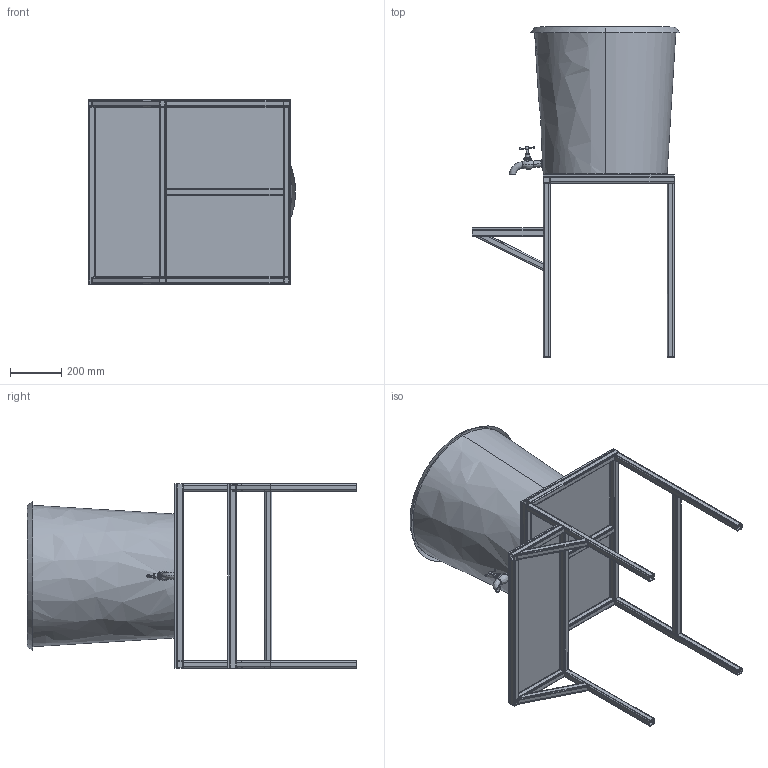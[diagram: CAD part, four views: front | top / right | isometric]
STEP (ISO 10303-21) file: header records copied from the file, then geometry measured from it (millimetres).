
FILE_DESCRIPTION(('FreeCAD Model'),'2;1');
FILE_NAME('Open CASCADE Shape Model','2025-04-25T11:50:25',('FreeCAD'),( 'FreeCAD'),'Open CASCADE STEP processor 7.6','FreeCAD','Unknown');
FILE_SCHEMA(('AUTOMOTIVE_DESIGN { 1 0 10303 214 1 1 1 1 }'));
Length unit declared in the file: millimetre
Products named in the file (1): Open CASCADE STEP translator 7.6 1
Bounding box: 810.06 x 1290.19 x 719.8 mm (x, y, z)
Volume: 6202759.7 mm3; surface area: 4222389.4 mm2
Topology: 20 solids, 22 shells, 432 faces, 1135 edges, 747 vertices
Faces by surface type: bspline 432
Entity records: 15599 total; most frequent: CARTESIAN_POINT 9120, ORIENTED_EDGE 2248, EDGE_CURVE 1127, VERTEX_POINT 747, B_SPLINE_CURVE_WITH_KNOTS 701, FACE_BOUND 481, EDGE_LOOP 481, ADVANCED_FACE 432
